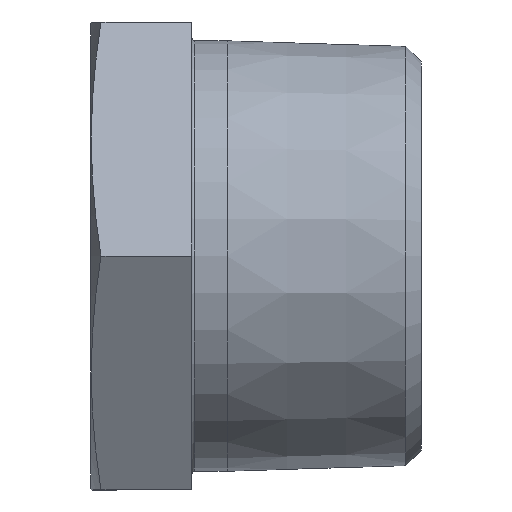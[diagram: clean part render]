
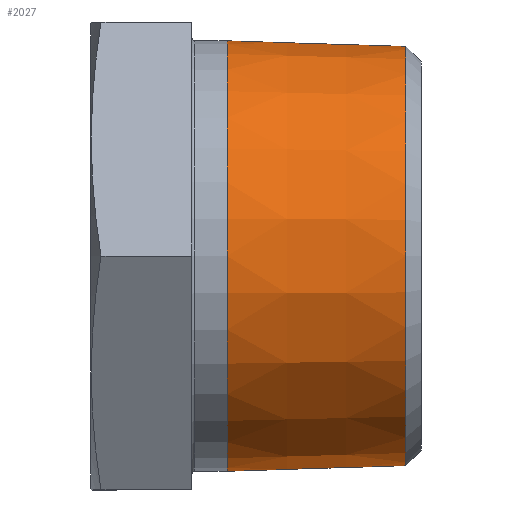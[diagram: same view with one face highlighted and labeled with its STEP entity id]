
A CAD part, front view. The second image highlights one B-rep face of the part: STEP entity #2027.
In plain terms, the highlighted conical face has half-angle 1.79 degrees and reference radius 20.955 mm.
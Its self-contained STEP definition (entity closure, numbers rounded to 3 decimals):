
#942 = CIRCLE ( 'NONE', #11285, 21.155 ) ;
#994 = DIRECTION ( 'NONE',  ( 0., 0., 1. ) ) ;
#1895 = VERTEX_POINT ( 'NONE', #12530 ) ;
#2027 = ADVANCED_FACE ( 'NONE', ( #13201, #8441 ), #6285, .T. ) ;
#2326 = ORIENTED_EDGE ( 'NONE', *, *, #4431, .F. ) ;
#4431 = EDGE_CURVE ( 'NONE', #5426, #5426, #942, .T. ) ;
#5324 = EDGE_LOOP ( 'NONE', ( #2326 ) ) ;
#5426 = VERTEX_POINT ( 'NONE', #11535 ) ;
#6254 = DIRECTION ( 'NONE',  ( -1., 0., 0. ) ) ;
#6258 = ORIENTED_EDGE ( 'NONE', *, *, #8488, .T. ) ;
#6285 = CONICAL_SURFACE ( 'NONE', #8290, 20.955, 0.031 ) ;
#7259 = EDGE_LOOP ( 'NONE', ( #6258 ) ) ;
#7406 = DIRECTION ( 'NONE',  ( -1., 0., 0. ) ) ;
#8290 = AXIS2_PLACEMENT_3D ( 'NONE', #8596, #7406, #8670 ) ;
#8441 = FACE_OUTER_BOUND ( 'NONE', #5324, .T. ) ;
#8488 = EDGE_CURVE ( 'NONE', #1895, #1895, #13295, .T. ) ;
#8596 = CARTESIAN_POINT ( 'NONE',  ( 19.8, 0., 0. ) ) ;
#8670 = DIRECTION ( 'NONE',  ( 0., 0., 1. ) ) ;
#8688 = DIRECTION ( 'NONE',  ( 0., 0., -1. ) ) ;
#9154 = DIRECTION ( 'NONE',  ( -1., 0., 0. ) ) ;
#11285 = AXIS2_PLACEMENT_3D ( 'NONE', #11401, #9154, #994 ) ;
#11401 = CARTESIAN_POINT ( 'NONE',  ( 13.4, 0., 0. ) ) ;
#11535 = CARTESIAN_POINT ( 'NONE',  ( 13.4, 0., 21.155 ) ) ;
#12530 = CARTESIAN_POINT ( 'NONE',  ( 30.973, 0., -20.606 ) ) ;
#13201 = FACE_BOUND ( 'NONE', #7259, .T. ) ;
#13295 = CIRCLE ( 'NONE', #13559, 20.606 ) ;
#13559 = AXIS2_PLACEMENT_3D ( 'NONE', #14771, #6254, #8688 ) ;
#14771 = CARTESIAN_POINT ( 'NONE',  ( 30.973, 0., 0. ) ) ;
